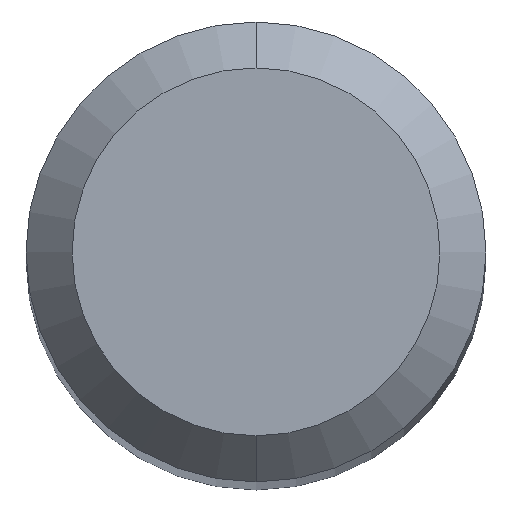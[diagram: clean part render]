
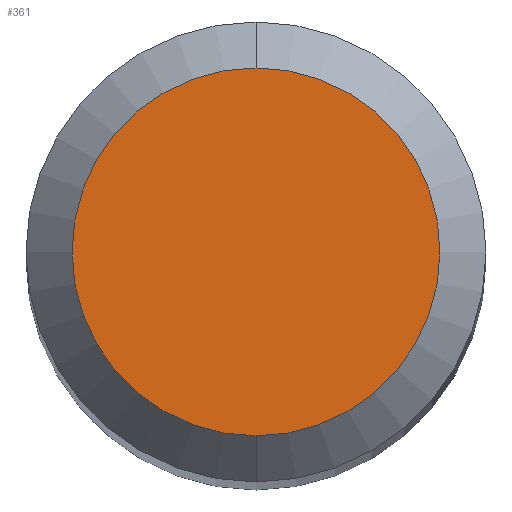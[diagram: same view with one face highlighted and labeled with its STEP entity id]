
A CAD part, top view. The second image highlights one B-rep face of the part: STEP entity #361.
In plain terms, the highlighted planar face has unit normal (0, 0, 1).
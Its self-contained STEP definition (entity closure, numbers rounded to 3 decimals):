
#327=EDGE_CURVE('',#369,#375,#648,.T.);
#361=ADVANCED_FACE('',(#685),#686,.T.);
#369=VERTEX_POINT('',#695);
#375=VERTEX_POINT('',#701);
#413=EDGE_CURVE('',#375,#369,#745,.T.);
#648=CIRCLE('',#1131,1.2);
#685=FACE_OUTER_BOUND('',#1200,.T.);
#686=PLANE('',#1201);
#695=CARTESIAN_POINT('',(0.,-1.2,0.0));
#701=CARTESIAN_POINT('',(0.0,1.2,0.0));
#745=CIRCLE('',#1323,1.2);
#1131=AXIS2_PLACEMENT_3D('',#1624,#1625,#1626);
#1200=EDGE_LOOP('',(#1669,#1670));
#1201=AXIS2_PLACEMENT_3D('',#1671,#1672,#1673);
#1323=AXIS2_PLACEMENT_3D('',#1741,#1742,#1743);
#1624=CARTESIAN_POINT('',(0.0,0.0,0.0));
#1625=DIRECTION('',(0.0,0.0,-1.0));
#1626=DIRECTION('',(0.0,1.0,0.0));
#1669=ORIENTED_EDGE('',*,*,#413,.F.);
#1670=ORIENTED_EDGE('',*,*,#327,.F.);
#1671=CARTESIAN_POINT('',(0.0,0.6,0.0));
#1672=DIRECTION('',(-0.0,0.0,1.0));
#1673=DIRECTION('',(0.0,-1.0,0.0));
#1741=CARTESIAN_POINT('',(0.0,0.0,0.0));
#1742=DIRECTION('',(0.0,0.0,-1.0));
#1743=DIRECTION('',(0.0,1.0,0.0));
